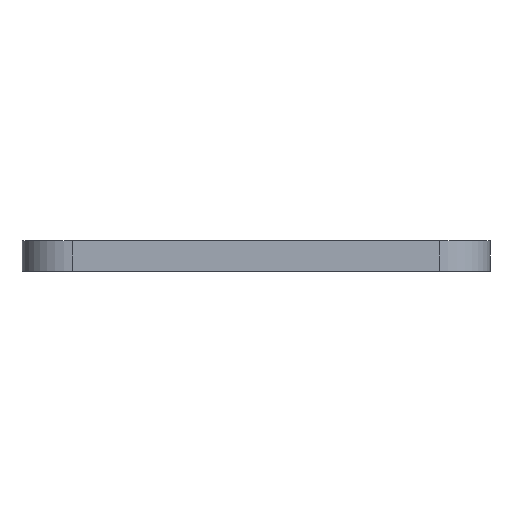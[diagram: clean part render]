
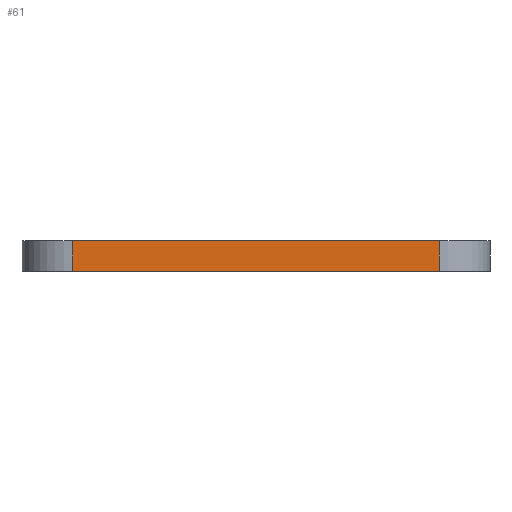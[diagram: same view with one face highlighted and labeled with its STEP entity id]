
A CAD part, front view. The second image highlights one B-rep face of the part: STEP entity #61.
In plain terms, the highlighted planar face has unit normal (0, -1, 0).
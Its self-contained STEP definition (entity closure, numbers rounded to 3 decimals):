
#61=ADVANCED_FACE('',(#280),#282,.T.);
#280=FACE_BOUND('',#281,.T.);
#281=EDGE_LOOP('',(#540,#541,#542,#543));
#282=PLANE('',#283);
#283=AXIS2_PLACEMENT_3D('',#284,#285,#286);
#284=CARTESIAN_POINT('',(-23.,-63.,0.));
#285=DIRECTION('',(0.,-1.,0.));
#286=DIRECTION('',(1.,0.,0.));
#540=ORIENTED_EDGE('',*,*,#658,.T.);
#541=ORIENTED_EDGE('',*,*,#628,.T.);
#542=ORIENTED_EDGE('',*,*,#659,.T.);
#543=ORIENTED_EDGE('',*,*,#591,.T.);
#591=EDGE_CURVE('',#663,#660,#664,.T.);
#628=EDGE_CURVE('',#723,#735,#737,.T.);
#658=EDGE_CURVE('',#660,#723,#790,.T.);
#659=EDGE_CURVE('',#735,#663,#791,.T.);
#660=VERTEX_POINT('',#792);
#663=VERTEX_POINT('',#798);
#664=LINE('',#799,#800);
#723=VERTEX_POINT('',#944);
#735=VERTEX_POINT('',#971);
#737=LINE('',#976,#977);
#790=LINE('',#1112,#1113);
#791=LINE('',#1115,#1116);
#792=CARTESIAN_POINT('',(-18.,-63.,3.));
#798=CARTESIAN_POINT('',(18.,-63.,3.));
#799=CARTESIAN_POINT('',(18.,-63.,3.));
#800=VECTOR('',#801,1.);
#801=DIRECTION('',(-1.,0.,0.));
#944=CARTESIAN_POINT('',(-18.,-63.,0.));
#971=CARTESIAN_POINT('',(18.,-63.,0.));
#976=CARTESIAN_POINT('',(-18.,-63.,0.));
#977=VECTOR('',#978,1.);
#978=DIRECTION('',(1.,0.,0.));
#1112=CARTESIAN_POINT('',(-18.,-63.,3.));
#1113=VECTOR('',#1114,1.);
#1114=DIRECTION('',(0.,0.,-1.));
#1115=CARTESIAN_POINT('',(18.,-63.,0.));
#1116=VECTOR('',#1117,1.);
#1117=DIRECTION('',(0.,0.,1.));
